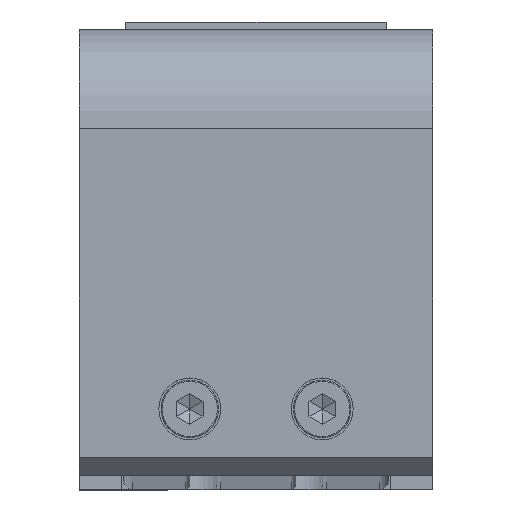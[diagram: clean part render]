
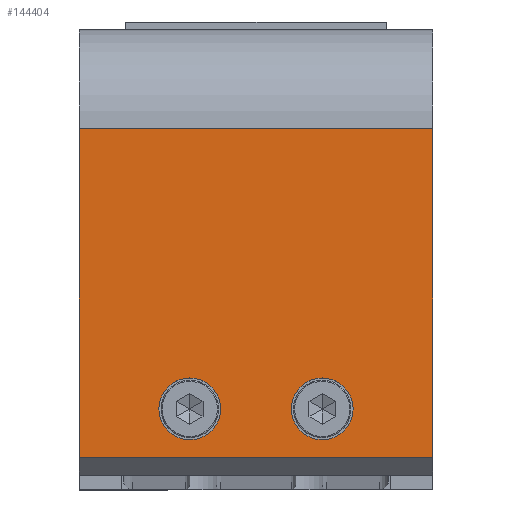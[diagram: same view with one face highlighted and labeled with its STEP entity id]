
A CAD part, top view. The second image highlights one B-rep face of the part: STEP entity #144404.
In plain terms, the highlighted planar face has unit normal (0, 0, 1).
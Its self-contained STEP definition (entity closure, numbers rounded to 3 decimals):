
#5597 = LINE ( 'NONE', #105317, #136907 ) ;
#9410 = ORIENTED_EDGE ( 'NONE', *, *, #188986, .T. ) ;
#10992 = DIRECTION ( 'NONE',  ( 0., 0., 1. ) ) ;
#12937 = ORIENTED_EDGE ( 'NONE', *, *, #150516, .F. ) ;
#16512 = CIRCLE ( 'NONE', #146475, 7. ) ;
#16636 = CARTESIAN_POINT ( 'NONE',  ( 185.798, 159.238, 570.351 ) ) ;
#18804 = ORIENTED_EDGE ( 'NONE', *, *, #121675, .F. ) ;
#19903 = CIRCLE ( 'NONE', #47381, 7. ) ;
#21441 = CARTESIAN_POINT ( 'NONE',  ( 185.798, 163.238, 570.351 ) ) ;
#22902 = VERTEX_POINT ( 'NONE', #181877 ) ;
#28694 = CARTESIAN_POINT ( 'NONE',  ( 185.798, 237.738, 570.351 ) ) ;
#31319 = ORIENTED_EDGE ( 'NONE', *, *, #84802, .F. ) ;
#32080 = LINE ( 'NONE', #192596, #163495 ) ;
#33111 = DIRECTION ( 'NONE',  ( 1., 0., 0. ) ) ;
#35088 = VECTOR ( 'NONE', #95103, 1000. ) ;
#47381 = AXIS2_PLACEMENT_3D ( 'NONE', #139643, #10992, #90331 ) ;
#48834 = LINE ( 'NONE', #16636, #149953 ) ;
#49011 = VERTEX_POINT ( 'NONE', #91661 ) ;
#54433 = DIRECTION ( 'NONE',  ( 0., 0., 1. ) ) ;
#57023 = DIRECTION ( 'NONE',  ( 0., -1., 0. ) ) ;
#60185 = DIRECTION ( 'NONE',  ( 0., 0., 1. ) ) ;
#62805 = DIRECTION ( 'NONE',  ( 0., -1., 0. ) ) ;
#76725 = VERTEX_POINT ( 'NONE', #126657 ) ;
#77200 = PLANE ( 'NONE',  #97962 ) ;
#84802 = EDGE_CURVE ( 'NONE', #115892, #76725, #19903, .T. ) ;
#90331 = DIRECTION ( 'NONE',  ( 1., 0., 0. ) ) ;
#90928 = ORIENTED_EDGE ( 'NONE', *, *, #122338, .T. ) ;
#91661 = CARTESIAN_POINT ( 'NONE',  ( 105.798, 163.238, 570.351 ) ) ;
#91957 = LINE ( 'NONE', #28694, #35088 ) ;
#93363 = DIRECTION ( 'NONE',  ( 1., 0., 0. ) ) ;
#95103 = DIRECTION ( 'NONE',  ( -1., 0., 0. ) ) ;
#96504 = VERTEX_POINT ( 'NONE', #174691 ) ;
#97962 = AXIS2_PLACEMENT_3D ( 'NONE', #123378, #189573, #142598 ) ;
#101639 = CARTESIAN_POINT ( 'NONE',  ( 160.798, 174.238, 570.351 ) ) ;
#105317 = CARTESIAN_POINT ( 'NONE',  ( 105.798, 159.238, 570.351 ) ) ;
#106335 = FACE_BOUND ( 'NONE', #177182, .T. ) ;
#115892 = VERTEX_POINT ( 'NONE', #204316 ) ;
#116318 = EDGE_CURVE ( 'NONE', #177314, #49011, #5597, .T. ) ;
#117094 = CARTESIAN_POINT ( 'NONE',  ( 160.798, 174.238, 570.351 ) ) ;
#118455 = CIRCLE ( 'NONE', #169554, 7. ) ;
#119195 = CARTESIAN_POINT ( 'NONE',  ( 167.798, 174.238, 570.351 ) ) ;
#121675 = EDGE_CURVE ( 'NONE', #22902, #165952, #48834, .T. ) ;
#122338 = EDGE_CURVE ( 'NONE', #49011, #165952, #32080, .T. ) ;
#123378 = CARTESIAN_POINT ( 'NONE',  ( 185.798, 159.238, 570.351 ) ) ;
#125810 = EDGE_LOOP ( 'NONE', ( #12937, #133876 ) ) ;
#126657 = CARTESIAN_POINT ( 'NONE',  ( 137.798, 174.238, 570.351 ) ) ;
#133876 = ORIENTED_EDGE ( 'NONE', *, *, #157335, .F. ) ;
#136332 = DIRECTION ( 'NONE',  ( 1., 0., 0. ) ) ;
#136907 = VECTOR ( 'NONE', #57023, 1000. ) ;
#139643 = CARTESIAN_POINT ( 'NONE',  ( 130.798, 174.238, 570.351 ) ) ;
#142598 = DIRECTION ( 'NONE',  ( -1., 0., 0. ) ) ;
#144404 = ADVANCED_FACE ( 'NONE', ( #106335, #158621, #157554 ), #77200, .F. ) ;
#146475 = AXIS2_PLACEMENT_3D ( 'NONE', #117094, #167234, #136332 ) ;
#149953 = VECTOR ( 'NONE', #62805, 1000. ) ;
#150516 = EDGE_CURVE ( 'NONE', #195866, #96504, #16512, .T. ) ;
#150746 = ORIENTED_EDGE ( 'NONE', *, *, #116318, .T. ) ;
#157335 = EDGE_CURVE ( 'NONE', #96504, #195866, #183730, .T. ) ;
#157554 = FACE_OUTER_BOUND ( 'NONE', #162543, .T. ) ;
#158621 = FACE_BOUND ( 'NONE', #125810, .T. ) ;
#162543 = EDGE_LOOP ( 'NONE', ( #150746, #90928, #18804, #9410 ) ) ;
#163495 = VECTOR ( 'NONE', #33111, 1000. ) ;
#165952 = VERTEX_POINT ( 'NONE', #21441 ) ;
#167234 = DIRECTION ( 'NONE',  ( 0., 0., 1. ) ) ;
#169554 = AXIS2_PLACEMENT_3D ( 'NONE', #173587, #60185, #93363 ) ;
#173486 = AXIS2_PLACEMENT_3D ( 'NONE', #101639, #54433, #184923 ) ;
#173587 = CARTESIAN_POINT ( 'NONE',  ( 130.798, 174.238, 570.351 ) ) ;
#174691 = CARTESIAN_POINT ( 'NONE',  ( 153.798, 174.238, 570.351 ) ) ;
#177182 = EDGE_LOOP ( 'NONE', ( #191380, #31319 ) ) ;
#177314 = VERTEX_POINT ( 'NONE', #185950 ) ;
#181877 = CARTESIAN_POINT ( 'NONE',  ( 185.798, 237.738, 570.351 ) ) ;
#183730 = CIRCLE ( 'NONE', #173486, 7. ) ;
#184923 = DIRECTION ( 'NONE',  ( 1., 0., 0. ) ) ;
#185950 = CARTESIAN_POINT ( 'NONE',  ( 105.798, 237.738, 570.351 ) ) ;
#188986 = EDGE_CURVE ( 'NONE', #22902, #177314, #91957, .T. ) ;
#189573 = DIRECTION ( 'NONE',  ( 0., 0., -1. ) ) ;
#191380 = ORIENTED_EDGE ( 'NONE', *, *, #194644, .F. ) ;
#192596 = CARTESIAN_POINT ( 'NONE',  ( 185.798, 163.238, 570.351 ) ) ;
#194644 = EDGE_CURVE ( 'NONE', #76725, #115892, #118455, .T. ) ;
#195866 = VERTEX_POINT ( 'NONE', #119195 ) ;
#204316 = CARTESIAN_POINT ( 'NONE',  ( 123.798, 174.238, 570.351 ) ) ;
